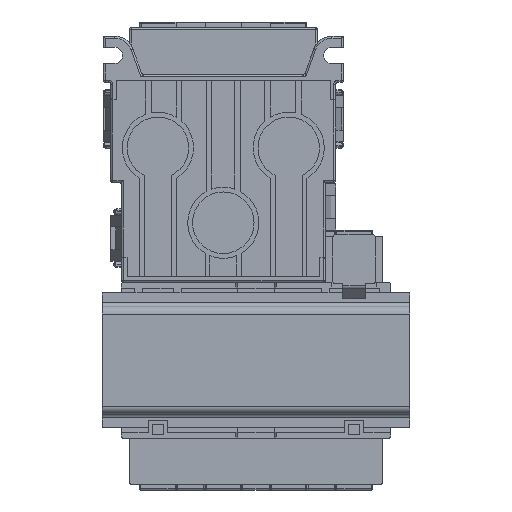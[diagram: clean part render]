
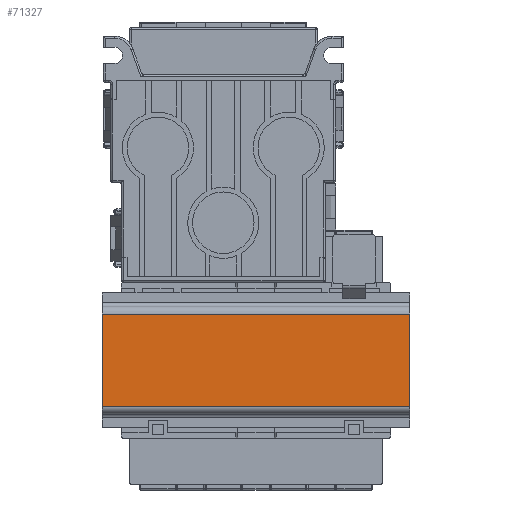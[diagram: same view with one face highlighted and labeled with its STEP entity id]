
A CAD part, front view. The second image highlights one B-rep face of the part: STEP entity #71327.
In plain terms, the highlighted planar face has unit normal (0, -1, 0).
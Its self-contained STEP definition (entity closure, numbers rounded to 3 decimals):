
#70999=DIRECTION('',(1.,0.,0.));
#71000=VECTOR('',#70999,24.);
#71001=CARTESIAN_POINT('',(-12.,0.,-40.));
#71002=LINE('',#71001,#71000);
#71003=DIRECTION('',(0.,0.,1.));
#71004=VECTOR('',#71003,80.);
#71005=CARTESIAN_POINT('',(12.,0.,-40.));
#71006=LINE('',#71005,#71004);
#71007=DIRECTION('',(0.,0.,1.));
#71008=VECTOR('',#71007,80.);
#71009=CARTESIAN_POINT('',(-12.,0.,-40.));
#71010=LINE('',#71009,#71008);
#71088=DIRECTION('',(1.,0.,0.));
#71089=VECTOR('',#71088,24.);
#71090=CARTESIAN_POINT('',(-12.,0.,40.));
#71091=LINE('',#71090,#71089);
#71171=CARTESIAN_POINT('',(12.,0.,-40.));
#71173=VERTEX_POINT('',#71171);
#71209=CARTESIAN_POINT('',(-12.,0.,-40.));
#71210=VERTEX_POINT('',#71209);
#71211=CARTESIAN_POINT('',(12.,0.,40.));
#71213=VERTEX_POINT('',#71211);
#71249=CARTESIAN_POINT('',(-12.,0.,40.));
#71250=VERTEX_POINT('',#71249);
#71314=CARTESIAN_POINT('',(-12.,0.,-40.));
#71315=DIRECTION('',(0.,-1.,0.));
#71316=DIRECTION('',(1.,0.,0.));
#71317=AXIS2_PLACEMENT_3D('',#71314,#71315,#71316);
#71318=PLANE('',#71317);
#71319=ORIENTED_EDGE('',*,*,#71294,.F.);
#71321=ORIENTED_EDGE('',*,*,#71320,.T.);
#71323=ORIENTED_EDGE('',*,*,#71322,.T.);
#71324=ORIENTED_EDGE('',*,*,#71305,.F.);
#71325=EDGE_LOOP('',(#71319,#71321,#71323,#71324));
#71326=FACE_OUTER_BOUND('',#71325,.F.);
#71294=EDGE_CURVE('',#71210,#71173,#71002,.T.);
#71305=EDGE_CURVE('',#71173,#71213,#71006,.T.);
#71320=EDGE_CURVE('',#71210,#71250,#71010,.T.);
#71322=EDGE_CURVE('',#71250,#71213,#71091,.T.);
#71327=ADVANCED_FACE('',(#71326),#71318,.T.);
